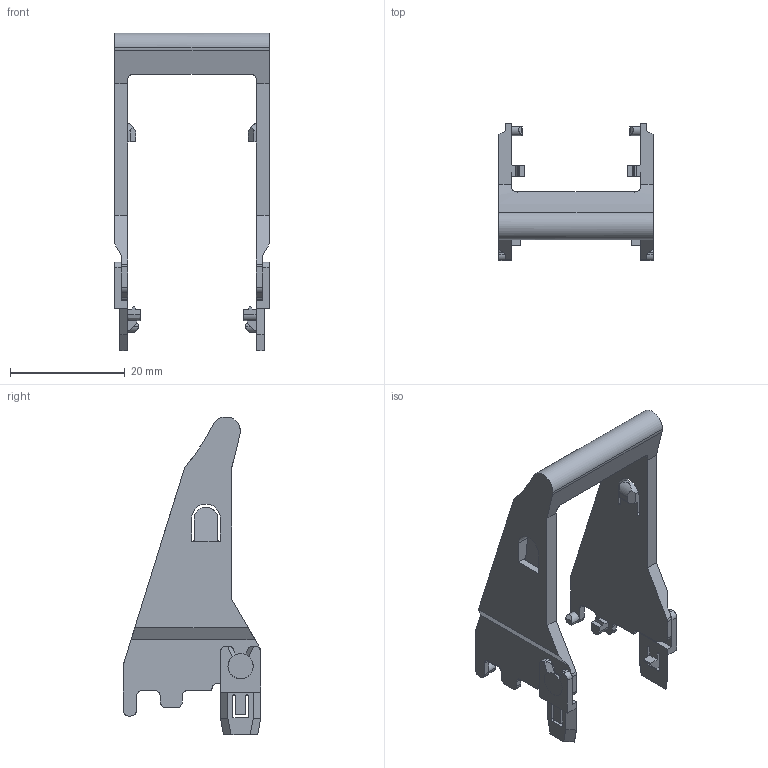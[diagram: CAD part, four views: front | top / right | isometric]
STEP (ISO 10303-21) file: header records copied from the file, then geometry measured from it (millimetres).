
FILE_DESCRIPTION(('CATIA V5R19 STEP'),'2;1');
FILE_NAME ('7628687_4', '2015-07-23T09:46:52+00:00', ('Weidmueller Interface'), ('Weidmueller'), 'CATIA Version 5 Release 20 SP 5 (IN-10)', 'CATIA V5 STEP AP214', 'none');
FILE_SCHEMA(('AUTOMOTIVE_DESIGN { 1 0 10303 214 1 1 1 1 }'));
Length unit declared in the file: millimetre
Products named in the file (1): 8875620000
Bounding box: 27 x 23.96 x 55.5 mm (x, y, z)
Volume: 3530.3 mm3; surface area: 4439.3 mm2
Topology: 3 solids, 3 shells, 245 faces, 698 edges, 465 vertices
Faces by surface type: plane 146, cylinder 80, cone 10, bspline 8, extrusion 1
Entity records: 10097 total; most frequent: CARTESIAN_POINT 2326, ORIENTED_EDGE 1396, DIRECTION 1001, EDGE_CURVE 698, VECTOR 479, LINE 478, VERTEX_POINT 465, AXIS2_PLACEMENT_3D 320
